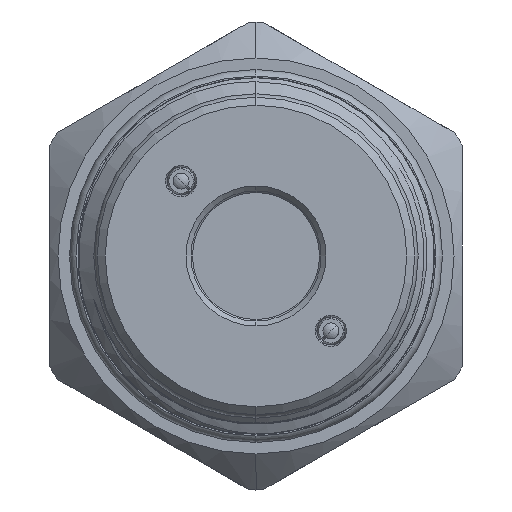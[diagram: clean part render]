
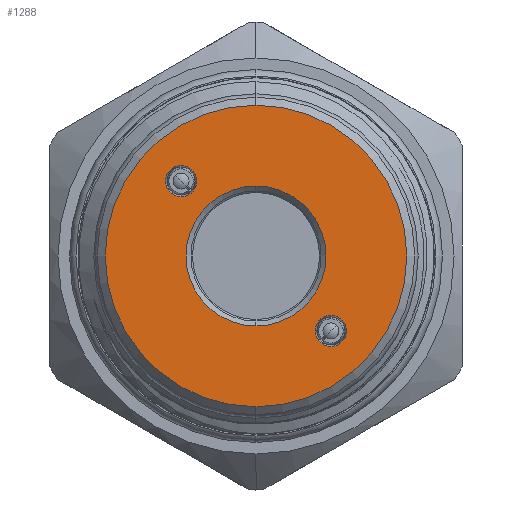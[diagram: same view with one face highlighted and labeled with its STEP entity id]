
A CAD part, left-side view. The second image highlights one B-rep face of the part: STEP entity #1288.
In plain terms, the highlighted planar face has unit normal (-1, 0, 0).
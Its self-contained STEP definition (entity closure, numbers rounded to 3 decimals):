
#443 = DIRECTION ( 'NONE',  ( 0., 0., 1. ) ) ;
#594 = VERTEX_POINT ( 'NONE', #11468 ) ;
#862 = AXIS2_PLACEMENT_3D ( 'NONE', #4003, #13512, #5282 ) ;
#1288 = ADVANCED_FACE ( 'NONE', ( #17392, #17180, #9411, #14999 ), #11407, .F. ) ;
#1624 = CIRCLE ( 'NONE', #15606, 1.561 ) ;
#1643 = DIRECTION ( 'NONE',  ( 1., 0., 0. ) ) ;
#2165 = VERTEX_POINT ( 'NONE', #15335 ) ;
#2483 = EDGE_CURVE ( 'NONE', #17408, #15920, #1624, .T. ) ;
#2611 = AXIS2_PLACEMENT_3D ( 'NONE', #7264, #1643, #443 ) ;
#2625 = EDGE_LOOP ( 'NONE', ( #17866, #17482 ) ) ;
#3170 = DIRECTION ( 'NONE',  ( -1., 0., 0. ) ) ;
#3173 = DIRECTION ( 'NONE',  ( 0., 0., -1. ) ) ;
#3199 = VERTEX_POINT ( 'NONE', #5592 ) ;
#3364 = DIRECTION ( 'NONE',  ( 0., 0., 1. ) ) ;
#3609 = DIRECTION ( 'NONE',  ( -1., 0., 0. ) ) ;
#3855 = CARTESIAN_POINT ( 'NONE',  ( -7.9, 0., 0. ) ) ;
#3976 = ORIENTED_EDGE ( 'NONE', *, *, #8874, .T. ) ;
#4003 = CARTESIAN_POINT ( 'NONE',  ( -7.9, 7.495, 7.495 ) ) ;
#4390 = EDGE_CURVE ( 'NONE', #12126, #2165, #14292, .T. ) ;
#4510 = CARTESIAN_POINT ( 'NONE',  ( -7.9, 7.495, 7.495 ) ) ;
#4580 = CARTESIAN_POINT ( 'NONE',  ( -7.9, -7.495, -7.495 ) ) ;
#4913 = CARTESIAN_POINT ( 'NONE',  ( -7.9, 7.495, 9.056 ) ) ;
#4985 = EDGE_CURVE ( 'NONE', #15920, #17408, #13006, .T. ) ;
#4998 = DIRECTION ( 'NONE',  ( 0., 0., 1. ) ) ;
#5097 = EDGE_LOOP ( 'NONE', ( #10986, #17321 ) ) ;
#5282 = DIRECTION ( 'NONE',  ( 0., 0., 1. ) ) ;
#5592 = CARTESIAN_POINT ( 'NONE',  ( -7.9, 0., -15.075 ) ) ;
#5874 = CIRCLE ( 'NONE', #10905, 15.075 ) ;
#5968 = DIRECTION ( 'NONE',  ( 0., 0., 1. ) ) ;
#6559 = CARTESIAN_POINT ( 'NONE',  ( -7.9, 0., 0. ) ) ;
#6673 = DIRECTION ( 'NONE',  ( 0., 0., 1. ) ) ;
#6682 = AXIS2_PLACEMENT_3D ( 'NONE', #14695, #14870, #6673 ) ;
#6799 = EDGE_CURVE ( 'NONE', #3199, #9710, #5874, .T. ) ;
#7264 = CARTESIAN_POINT ( 'NONE',  ( -7.9, 0., 0. ) ) ;
#7581 = CARTESIAN_POINT ( 'NONE',  ( -7.9, -7.495, -5.935 ) ) ;
#7612 = CARTESIAN_POINT ( 'NONE',  ( -7.9, -7.495, -7.495 ) ) ;
#8042 = DIRECTION ( 'NONE',  ( 1., 0., 0. ) ) ;
#8225 = ORIENTED_EDGE ( 'NONE', *, *, #2483, .F. ) ;
#8311 = EDGE_LOOP ( 'NONE', ( #8225, #11022 ) ) ;
#8314 = CARTESIAN_POINT ( 'NONE',  ( -7.9, 0., 15.075 ) ) ;
#8652 = ORIENTED_EDGE ( 'NONE', *, *, #6799, .T. ) ;
#8735 = AXIS2_PLACEMENT_3D ( 'NONE', #4580, #11423, #3173 ) ;
#8874 = EDGE_CURVE ( 'NONE', #9710, #3199, #17585, .T. ) ;
#8975 = DIRECTION ( 'NONE',  ( 0., 0., -1. ) ) ;
#9367 = EDGE_CURVE ( 'NONE', #2165, #12126, #17150, .T. ) ;
#9411 = FACE_OUTER_BOUND ( 'NONE', #15043, .T. ) ;
#9710 = VERTEX_POINT ( 'NONE', #8314 ) ;
#9989 = AXIS2_PLACEMENT_3D ( 'NONE', #3855, #8042, #16338 ) ;
#10905 = AXIS2_PLACEMENT_3D ( 'NONE', #14273, #14333, #3364 ) ;
#10986 = ORIENTED_EDGE ( 'NONE', *, *, #4390, .T. ) ;
#11022 = ORIENTED_EDGE ( 'NONE', *, *, #4985, .F. ) ;
#11261 = VERTEX_POINT ( 'NONE', #4913 ) ;
#11407 = PLANE ( 'NONE',  #2611 ) ;
#11423 = DIRECTION ( 'NONE',  ( -1., 0., 0. ) ) ;
#11468 = CARTESIAN_POINT ( 'NONE',  ( -7.9, 7.495, 5.935 ) ) ;
#12126 = VERTEX_POINT ( 'NONE', #17448 ) ;
#12434 = EDGE_CURVE ( 'NONE', #11261, #594, #14906, .T. ) ;
#13006 = CIRCLE ( 'NONE', #8735, 1.561 ) ;
#13089 = AXIS2_PLACEMENT_3D ( 'NONE', #6559, #3609, #4998 ) ;
#13512 = DIRECTION ( 'NONE',  ( -1., 0., 0. ) ) ;
#14273 = CARTESIAN_POINT ( 'NONE',  ( -7.9, 0., 0. ) ) ;
#14292 = CIRCLE ( 'NONE', #6682, 7. ) ;
#14333 = DIRECTION ( 'NONE',  ( -1., 0., 0. ) ) ;
#14695 = CARTESIAN_POINT ( 'NONE',  ( -7.9, 0., 0. ) ) ;
#14870 = DIRECTION ( 'NONE',  ( 1., 0., 0. ) ) ;
#14906 = CIRCLE ( 'NONE', #17857, 1.561 ) ;
#14999 = FACE_BOUND ( 'NONE', #2625, .T. ) ;
#15043 = EDGE_LOOP ( 'NONE', ( #3976, #8652 ) ) ;
#15335 = CARTESIAN_POINT ( 'NONE',  ( -7.9, 0., 7. ) ) ;
#15469 = CIRCLE ( 'NONE', #862, 1.561 ) ;
#15606 = AXIS2_PLACEMENT_3D ( 'NONE', #7612, #17223, #8975 ) ;
#15920 = VERTEX_POINT ( 'NONE', #7581 ) ;
#16338 = DIRECTION ( 'NONE',  ( 0., 0., 1. ) ) ;
#16517 = EDGE_CURVE ( 'NONE', #594, #11261, #15469, .T. ) ;
#17150 = CIRCLE ( 'NONE', #9989, 7. ) ;
#17180 = FACE_BOUND ( 'NONE', #8311, .T. ) ;
#17223 = DIRECTION ( 'NONE',  ( -1., 0., 0. ) ) ;
#17321 = ORIENTED_EDGE ( 'NONE', *, *, #9367, .T. ) ;
#17392 = FACE_BOUND ( 'NONE', #5097, .T. ) ;
#17408 = VERTEX_POINT ( 'NONE', #17523 ) ;
#17448 = CARTESIAN_POINT ( 'NONE',  ( -7.9, 0., -7. ) ) ;
#17482 = ORIENTED_EDGE ( 'NONE', *, *, #16517, .F. ) ;
#17523 = CARTESIAN_POINT ( 'NONE',  ( -7.9, -7.495, -9.056 ) ) ;
#17585 = CIRCLE ( 'NONE', #13089, 15.075 ) ;
#17857 = AXIS2_PLACEMENT_3D ( 'NONE', #4510, #3170, #5968 ) ;
#17866 = ORIENTED_EDGE ( 'NONE', *, *, #12434, .F. ) ;
